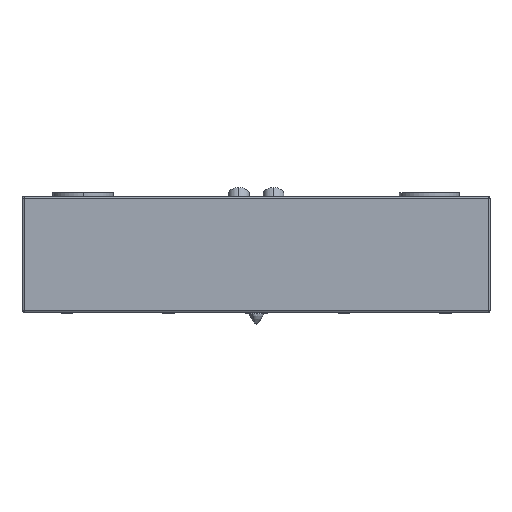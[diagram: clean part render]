
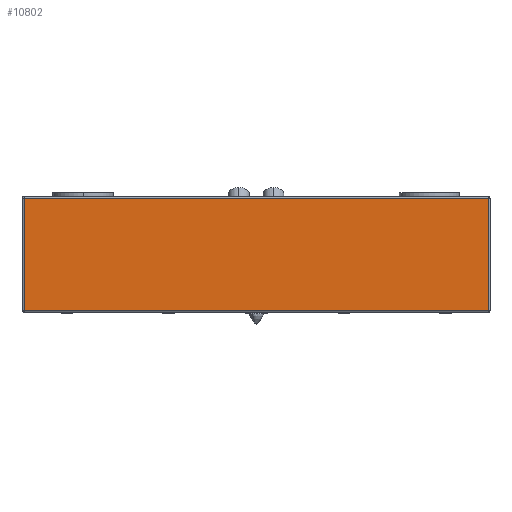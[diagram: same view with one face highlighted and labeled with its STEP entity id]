
A CAD part, front view. The second image highlights one B-rep face of the part: STEP entity #10802.
In plain terms, the highlighted planar face has unit normal (0, -1, 0).
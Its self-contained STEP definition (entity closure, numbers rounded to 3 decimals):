
#3 = DIRECTION ( 'NONE',  ( -1., 0., 0. ) ) ;
#79 = VERTEX_POINT ( 'NONE', #19109 ) ;
#2141 = VERTEX_POINT ( 'NONE', #4415 ) ;
#3296 = DIRECTION ( 'NONE',  ( 1., 0., 0. ) ) ;
#4363 = FACE_OUTER_BOUND ( 'NONE', #18956, .T. ) ;
#4415 = CARTESIAN_POINT ( 'NONE',  ( 231.202, -329.952, 1. ) ) ;
#4668 = CARTESIAN_POINT ( 'NONE',  ( -36.798, -329.952, 67. ) ) ;
#4725 = CARTESIAN_POINT ( 'NONE',  ( -37.798, -329.952, 67. ) ) ;
#5059 = PLANE ( 'NONE',  #14756 ) ;
#5991 = VERTEX_POINT ( 'NONE', #11695 ) ;
#7647 = LINE ( 'NONE', #13858, #9066 ) ;
#9066 = VECTOR ( 'NONE', #3, 1000. ) ;
#9489 = ORIENTED_EDGE ( 'NONE', *, *, #10306, .T. ) ;
#10306 = EDGE_CURVE ( 'NONE', #14366, #2141, #11361, .T. ) ;
#10617 = CARTESIAN_POINT ( 'NONE',  ( -37.798, -329.952, 1. ) ) ;
#10619 = VECTOR ( 'NONE', #17440, 1000. ) ;
#10802 = ADVANCED_FACE ( 'NONE', ( #4363 ), #5059, .F. ) ;
#11043 = EDGE_CURVE ( 'NONE', #79, #5991, #7647, .T. ) ;
#11361 = LINE ( 'NONE', #10617, #12326 ) ;
#11695 = CARTESIAN_POINT ( 'NONE',  ( -36.798, -329.952, 66. ) ) ;
#12326 = VECTOR ( 'NONE', #3296, 1000. ) ;
#12362 = ORIENTED_EDGE ( 'NONE', *, *, #20884, .T. ) ;
#12858 = CARTESIAN_POINT ( 'NONE',  ( 231.202, -329.952, 67. ) ) ;
#13858 = CARTESIAN_POINT ( 'NONE',  ( -37.798, -329.952, 66. ) ) ;
#14366 = VERTEX_POINT ( 'NONE', #18524 ) ;
#14756 = AXIS2_PLACEMENT_3D ( 'NONE', #4725, #17834, #17122 ) ;
#17122 = DIRECTION ( 'NONE',  ( 0., 0., 1. ) ) ;
#17212 = LINE ( 'NONE', #12858, #22387 ) ;
#17440 = DIRECTION ( 'NONE',  ( 0., 0., -1. ) ) ;
#17834 = DIRECTION ( 'NONE',  ( 0., 1., 0. ) ) ;
#18524 = CARTESIAN_POINT ( 'NONE',  ( -36.798, -329.952, 1. ) ) ;
#18670 = DIRECTION ( 'NONE',  ( 0., 0., 1. ) ) ;
#18956 = EDGE_LOOP ( 'NONE', ( #19839, #22533, #9489, #12362 ) ) ;
#19109 = CARTESIAN_POINT ( 'NONE',  ( 231.202, -329.952, 66. ) ) ;
#19839 = ORIENTED_EDGE ( 'NONE', *, *, #11043, .T. ) ;
#20884 = EDGE_CURVE ( 'NONE', #2141, #79, #17212, .T. ) ;
#21484 = LINE ( 'NONE', #4668, #10619 ) ;
#21907 = EDGE_CURVE ( 'NONE', #5991, #14366, #21484, .T. ) ;
#22387 = VECTOR ( 'NONE', #18670, 1000. ) ;
#22533 = ORIENTED_EDGE ( 'NONE', *, *, #21907, .T. ) ;
